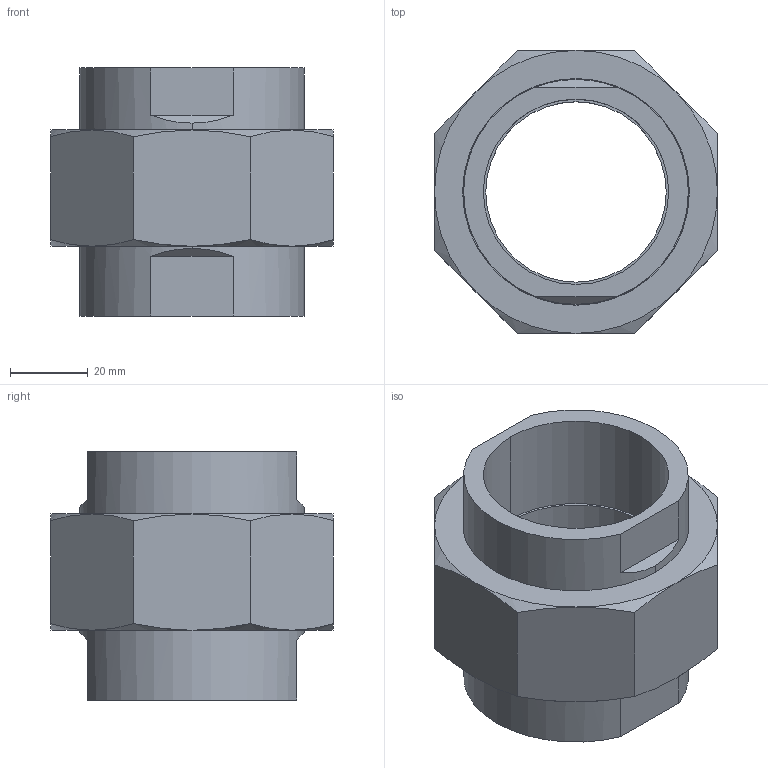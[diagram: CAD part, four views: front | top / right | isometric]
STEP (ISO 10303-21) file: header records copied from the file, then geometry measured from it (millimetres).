
FILE_DESCRIPTION (( 'STEP AP203' ), '1' );
FILE_NAME ('11-1131-08_outokumpu.step', '2015-08-07T11:03:19', ( '' ), ( '' ), 'SwSTEP 2.0', 'SolidWorks 2008', '' );
FILE_SCHEMA (( 'CONFIG_CONTROL_DESIGN' ));
Length unit declared in the file: millimetre
Products named in the file (4): nipple-13-444-008_outokumpu_nipple-13-444-008_outokumpu; 11-1131-08_outokumpu; nut-13-222-055_outokumpu_nut-13-222-055_outokumpu; case-13-555-040_outokumpu_case-13-555-040_outokumpu
Assembly tree (3 placements, depth 2):
  11-1131-08_outokumpu
    case-13-555-040_outokumpu_case-13-555-040_outokumpu
    nut-13-222-055_outokumpu_nut-13-222-055_outokumpu
    nipple-13-444-008_outokumpu_nipple-13-444-008_outokumpu
Bounding box: 73 x 73 x 64 mm (x, y, z)
Volume: 99760.9 mm3; surface area: 44748.8 mm2
Topology: 3 solids, 3 shells, 69 faces, 152 edges, 94 vertices
Faces by surface type: plane 27, cone 24, cylinder 18
Entity records: 2462 total; most frequent: CARTESIAN_POINT 553, DIRECTION 324, ORIENTED_EDGE 304, EDGE_CURVE 152, AXIS2_PLACEMENT_3D 137, VERTEX_POINT 94, EDGE_LOOP 80, FACE_OUTER_BOUND 69
